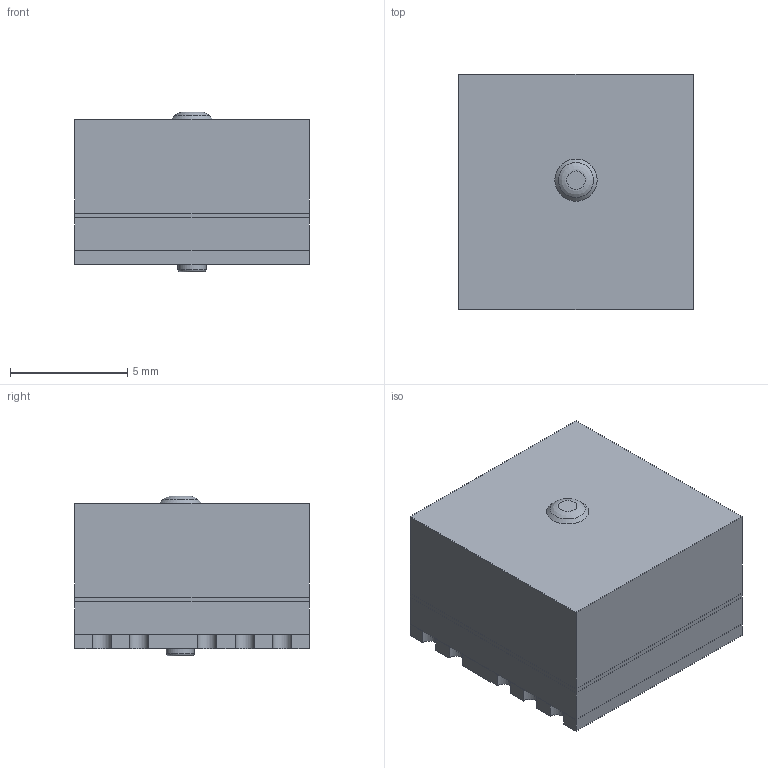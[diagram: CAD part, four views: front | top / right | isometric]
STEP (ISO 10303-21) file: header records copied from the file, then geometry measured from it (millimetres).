
FILE_DESCRIPTION(('FreeCAD Model'),'2;1');
FILE_NAME('Open CASCADE Shape Model','2022-10-12T10:38:22',('Author'),( ''),'Open CASCADE STEP processor 7.4','FreeCAD','Unknown');
FILE_SCHEMA(('AUTOMOTIVE_DESIGN { 1 0 10303 214 1 1 1 1 }'));
Length unit declared in the file: millimetre
Products named in the file (8): Unnamed; AntennaBottom; AntennaTop; BlockUp; Glue; BlockBottom; PCB; Pads
Assembly tree (7 placements, depth 2):
  Unnamed
    AntennaBottom
    AntennaTop
    BlockUp
    Glue
    BlockBottom
    PCB
    Pads
Bounding box: 10 x 10 x 6.8 mm (x, y, z)
Volume: 619.3 mm3; surface area: 1084.4 mm2
Topology: 16 solids, 16 shells, 133 faces, 301 edges, 200 vertices
Faces by surface type: plane 118, cylinder 12, torus 1, cone 1, revolution 1
Full cylindrical faces by diameter (mm): 1.2 x2
Entity records: 7878 total; most frequent: CARTESIAN_POINT 1317, DIRECTION 1197, LINE 840, VECTOR 840, ORIENTED_EDGE 602, PCURVE 602, DEFINITIONAL_REPRESENTATION 602, EDGE_CURVE 301
